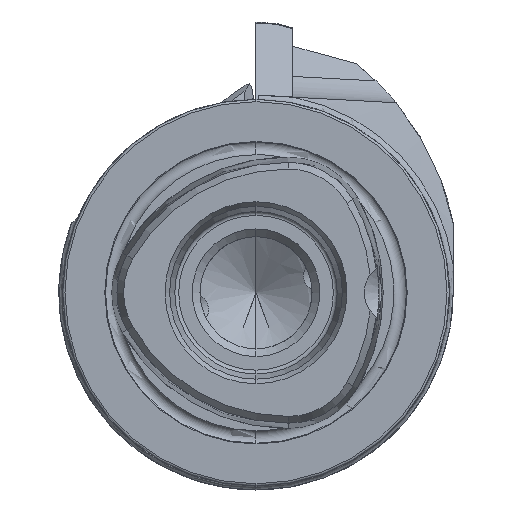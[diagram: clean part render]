
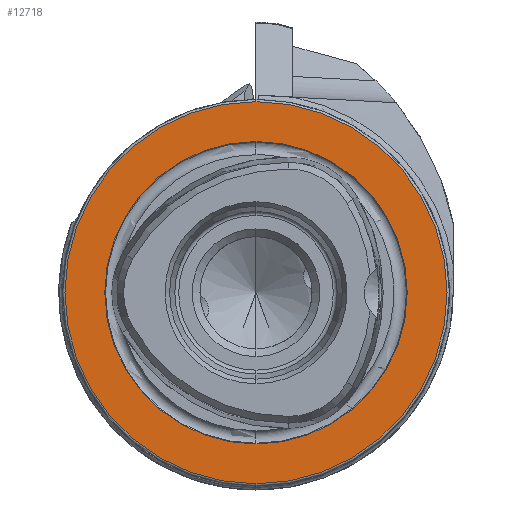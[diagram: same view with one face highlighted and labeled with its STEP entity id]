
A CAD part, left-side view. The second image highlights one B-rep face of the part: STEP entity #12718.
In plain terms, the highlighted planar face has unit normal (-1, 0, 0).
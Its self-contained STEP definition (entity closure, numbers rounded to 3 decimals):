
#169 = EDGE_CURVE ( 'NONE', #14690, #3401, #4622, .T. ) ;
#279 = DIRECTION ( 'NONE',  ( -1., 0., 0. ) ) ;
#399 = EDGE_LOOP ( 'NONE', ( #11901, #10569 ) ) ;
#774 = CARTESIAN_POINT ( 'NONE',  ( 0., 0., -19.55 ) ) ;
#2153 = CARTESIAN_POINT ( 'NONE',  ( 0., 0., 0. ) ) ;
#2325 = AXIS2_PLACEMENT_3D ( 'NONE', #10798, #13740, #9406 ) ;
#3401 = VERTEX_POINT ( 'NONE', #774 ) ;
#4244 = FACE_OUTER_BOUND ( 'NONE', #399, .T. ) ;
#4622 = CIRCLE ( 'NONE', #5403, 19.55 ) ;
#4660 = CARTESIAN_POINT ( 'NONE',  ( 0., 0., 0. ) ) ;
#5037 = CIRCLE ( 'NONE', #2325, 19.55 ) ;
#5317 = DIRECTION ( 'NONE',  ( 0., 0., 1. ) ) ;
#5403 = AXIS2_PLACEMENT_3D ( 'NONE', #13313, #279, #11981 ) ;
#5770 = EDGE_CURVE ( 'NONE', #17321, #10501, #18843, .T. ) ;
#6061 = AXIS2_PLACEMENT_3D ( 'NONE', #11801, #13137, #7529 ) ;
#6099 = ORIENTED_EDGE ( 'NONE', *, *, #169, .F. ) ;
#7523 = DIRECTION ( 'NONE',  ( 0., 0., 1. ) ) ;
#7529 = DIRECTION ( 'NONE',  ( 0., 0., -1. ) ) ;
#7561 = AXIS2_PLACEMENT_3D ( 'NONE', #2153, #12314, #5317 ) ;
#8615 = CARTESIAN_POINT ( 'NONE',  ( 0., 0., 19.55 ) ) ;
#9406 = DIRECTION ( 'NONE',  ( 0., 0., 1. ) ) ;
#10059 = CARTESIAN_POINT ( 'NONE',  ( 0., 0., -24.7 ) ) ;
#10073 = EDGE_CURVE ( 'NONE', #10501, #17321, #15776, .T. ) ;
#10501 = VERTEX_POINT ( 'NONE', #15827 ) ;
#10569 = ORIENTED_EDGE ( 'NONE', *, *, #5770, .T. ) ;
#10798 = CARTESIAN_POINT ( 'NONE',  ( 0., 0., 0. ) ) ;
#11279 = EDGE_LOOP ( 'NONE', ( #6099, #11320 ) ) ;
#11320 = ORIENTED_EDGE ( 'NONE', *, *, #16278, .F. ) ;
#11741 = PLANE ( 'NONE',  #6061 ) ;
#11801 = CARTESIAN_POINT ( 'NONE',  ( 0., 19.55, 0. ) ) ;
#11901 = ORIENTED_EDGE ( 'NONE', *, *, #10073, .T. ) ;
#11981 = DIRECTION ( 'NONE',  ( 0., 0., 1. ) ) ;
#12314 = DIRECTION ( 'NONE',  ( -1., 0., 0. ) ) ;
#12718 = ADVANCED_FACE ( 'NONE', ( #14480, #4244 ), #11741, .F. ) ;
#13137 = DIRECTION ( 'NONE',  ( 1., 0., 0. ) ) ;
#13313 = CARTESIAN_POINT ( 'NONE',  ( 0., 0., 0. ) ) ;
#13740 = DIRECTION ( 'NONE',  ( -1., 0., 0. ) ) ;
#14480 = FACE_BOUND ( 'NONE', #11279, .T. ) ;
#14690 = VERTEX_POINT ( 'NONE', #8615 ) ;
#15776 = CIRCLE ( 'NONE', #18059, 24.7 ) ;
#15827 = CARTESIAN_POINT ( 'NONE',  ( 0., 0., 24.7 ) ) ;
#16278 = EDGE_CURVE ( 'NONE', #3401, #14690, #5037, .T. ) ;
#17225 = DIRECTION ( 'NONE',  ( -1., 0., 0. ) ) ;
#17321 = VERTEX_POINT ( 'NONE', #10059 ) ;
#18059 = AXIS2_PLACEMENT_3D ( 'NONE', #4660, #17225, #7523 ) ;
#18843 = CIRCLE ( 'NONE', #7561, 24.7 ) ;
